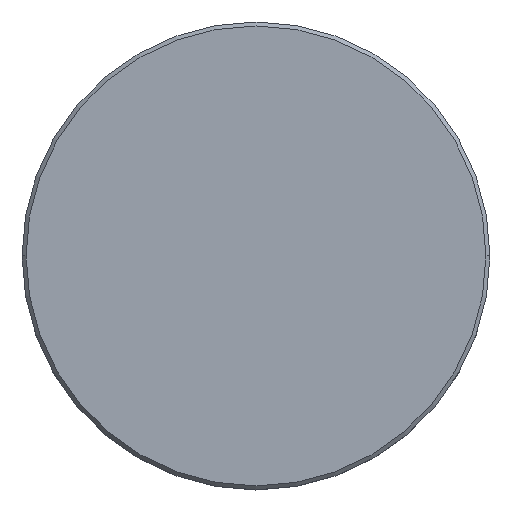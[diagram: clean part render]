
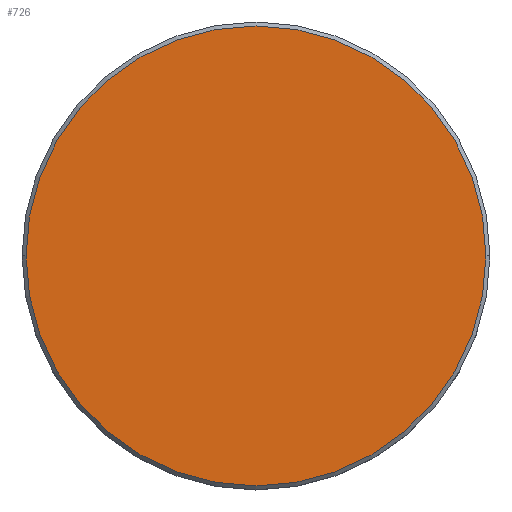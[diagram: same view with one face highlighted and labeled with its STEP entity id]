
A CAD part, top view. The second image highlights one B-rep face of the part: STEP entity #726.
In plain terms, the highlighted planar face has unit normal (0, 0, 1).
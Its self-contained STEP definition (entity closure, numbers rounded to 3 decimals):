
#27 = DIRECTION ( 'NONE',  ( 0., 0., 1. ) ) ;
#39 = CARTESIAN_POINT ( 'NONE',  ( 0., 0., 0. ) ) ;
#217 = CARTESIAN_POINT ( 'NONE',  ( 29., 0., 0. ) ) ;
#249 = AXIS2_PLACEMENT_3D ( 'NONE', #39, #27, #1035 ) ;
#275 = VERTEX_POINT ( 'NONE', #217 ) ;
#303 = CARTESIAN_POINT ( 'NONE',  ( 0., 0., 0. ) ) ;
#316 = DIRECTION ( 'NONE',  ( 0., 0., 1. ) ) ;
#384 = ORIENTED_EDGE ( 'NONE', *, *, #1160, .T. ) ;
#455 = CARTESIAN_POINT ( 'NONE',  ( 0., 0., 0. ) ) ;
#466 = FACE_OUTER_BOUND ( 'NONE', #647, .T. ) ;
#499 = DIRECTION ( 'NONE',  ( 1., 0., 0. ) ) ;
#514 = EDGE_CURVE ( 'NONE', #275, #728, #640, .T. ) ;
#528 = AXIS2_PLACEMENT_3D ( 'NONE', #303, #316, #499 ) ;
#563 = AXIS2_PLACEMENT_3D ( 'NONE', #455, #1096, #712 ) ;
#640 = CIRCLE ( 'NONE', #563, 29. ) ;
#647 = EDGE_LOOP ( 'NONE', ( #384, #1090 ) ) ;
#658 = CARTESIAN_POINT ( 'NONE',  ( -29., 0., 0. ) ) ;
#712 = DIRECTION ( 'NONE',  ( 1., 0., 0. ) ) ;
#726 = ADVANCED_FACE ( 'NONE', ( #466 ), #920, .T. ) ;
#728 = VERTEX_POINT ( 'NONE', #658 ) ;
#920 = PLANE ( 'NONE',  #249 ) ;
#1035 = DIRECTION ( 'NONE',  ( 1., 0., 0. ) ) ;
#1090 = ORIENTED_EDGE ( 'NONE', *, *, #514, .T. ) ;
#1096 = DIRECTION ( 'NONE',  ( 0., 0., 1. ) ) ;
#1147 = CIRCLE ( 'NONE', #528, 29. ) ;
#1160 = EDGE_CURVE ( 'NONE', #728, #275, #1147, .T. ) ;
